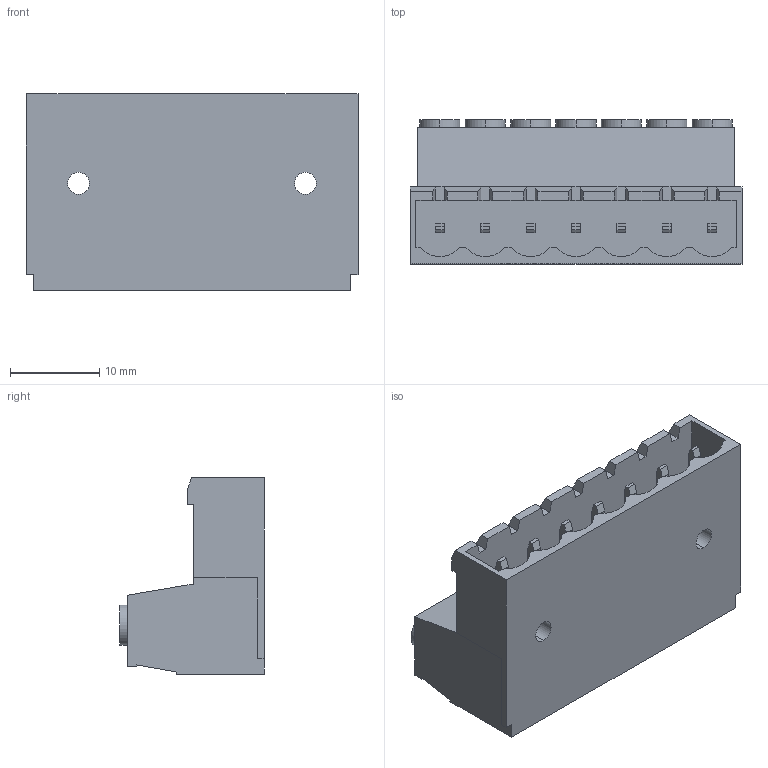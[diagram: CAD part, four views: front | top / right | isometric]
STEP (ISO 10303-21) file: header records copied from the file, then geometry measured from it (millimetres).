
FILE_DESCRIPTION (( 'STEP AP203' ), '1' );
FILE_NAME ('SOKETLI KABLO BIRLESIRICI KLEMENS - 5,08 MM KABLO BIRLESTIRICI ERKEK - 7 LI.STEP', '2018-09-14T14:31:13', ( 'user' ), ( '' ), 'SwSTEP 2.0', 'SolidWorks 2016', '' );
FILE_SCHEMA (( 'CONFIG_CONTROL_DESIGN' ));
Length unit declared in the file: millimetre
Products named in the file (1): SOKETLI KABLO BIRLESIRICI KLEMENS - 5,08 MM  KABLO BIRLESTIRICI ERKEK - 7 LI
Bounding box: 37.17 x 16.15 x 22 mm (x, y, z)
Volume: 6349.8 mm3; surface area: 5197.4 mm2
Topology: 1 solids, 1 shells, 270 faces, 685 edges, 452 vertices
Faces by surface type: plane 231, cylinder 39
Entity records: 8128 total; most frequent: CARTESIAN_POINT 1408, ORIENTED_EDGE 1370, DIRECTION 1333, EDGE_CURVE 685, VECTOR 579, LINE 579, VERTEX_POINT 452, AXIS2_PLACEMENT_3D 377
